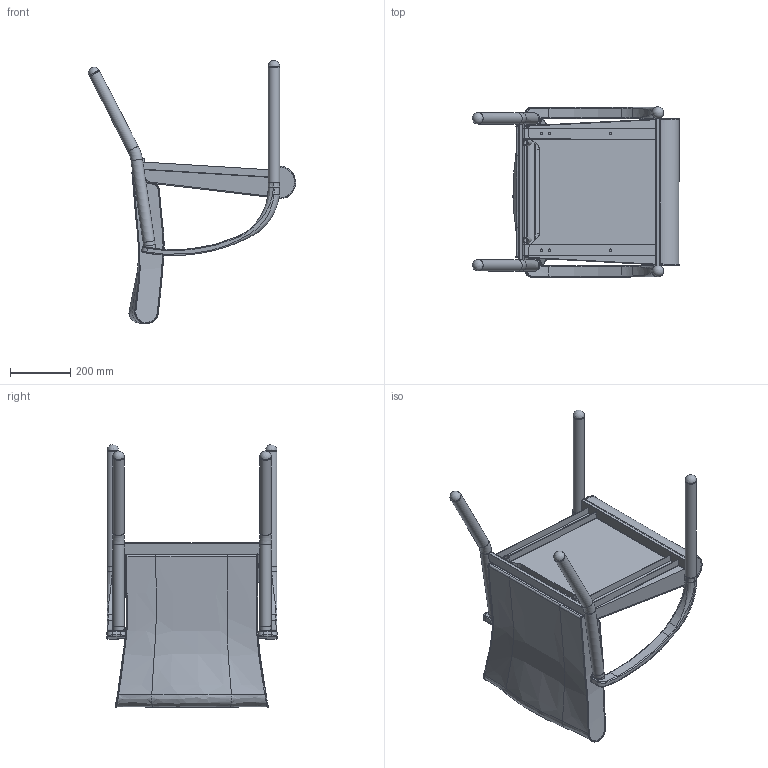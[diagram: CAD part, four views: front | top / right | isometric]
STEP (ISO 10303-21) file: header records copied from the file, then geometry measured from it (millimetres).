
FILE_DESCRIPTION((''),'2;1');
FILE_NAME('LF14AWS.stp','2011-04-07T12:31:42',('jkibby'),(''),'Autodesk Inventor 2010','Autodesk Inventor 2010','');
FILE_SCHEMA(('AUTOMOTIVE_DESIGN { 1 0 10303 214 1 1 1 1 }'));
Length unit declared in the file: inch
Products named in the file (14): LF12AWS; FRONT LEG ASM; FRONT LEG; FRONT CROSS MBR; SEAT RAIL; LEFT ARM; RIGHT ARM; LF12 BACK-2; GLIDE; WALLSAVER REAR LEG ASM; REAR CROSS MBR; BACK TUBES; WALL SAVER REAR LEG; LF14 SEAT
Assembly tree (20 placements, depth 3):
  LF12AWS
    FRONT LEG ASM
      FRONT LEG  x2
      FRONT CROSS MBR
    SEAT RAIL  x2
    LEFT ARM
    RIGHT ARM
    LF12 BACK-2
    GLIDE  x4
    WALLSAVER REAR LEG ASM
      REAR CROSS MBR
      BACK TUBES  x2
      WALL SAVER REAR LEG  x2
    LF14 SEAT
Bounding box: 689.77 x 566 x 874.6 mm (x, y, z)
Volume: 31611245.6 mm3; surface area: 2149930.9 mm2
Topology: 18 solids, 18 shells, 388 faces, 895 edges, 539 vertices
Faces by surface type: bspline 193, plane 92, cylinder 91, sphere 6, torus 4, cone 2
Full cylindrical faces by diameter (mm): 7.938 x6, 14.63 x2, 19.05 x2, 34.925 x8, 35.052 x2, 37.694 x2, 38.1 x6
Entity records: 28729 total; most frequent: CARTESIAN_POINT 21487, ORIENTED_EDGE 1570, DIRECTION 1090, EDGE_CURVE 785, VERTEX_POINT 481, AXIS2_PLACEMENT_3D 438, EDGE_LOOP 382, FACE_OUTER_BOUND 346
